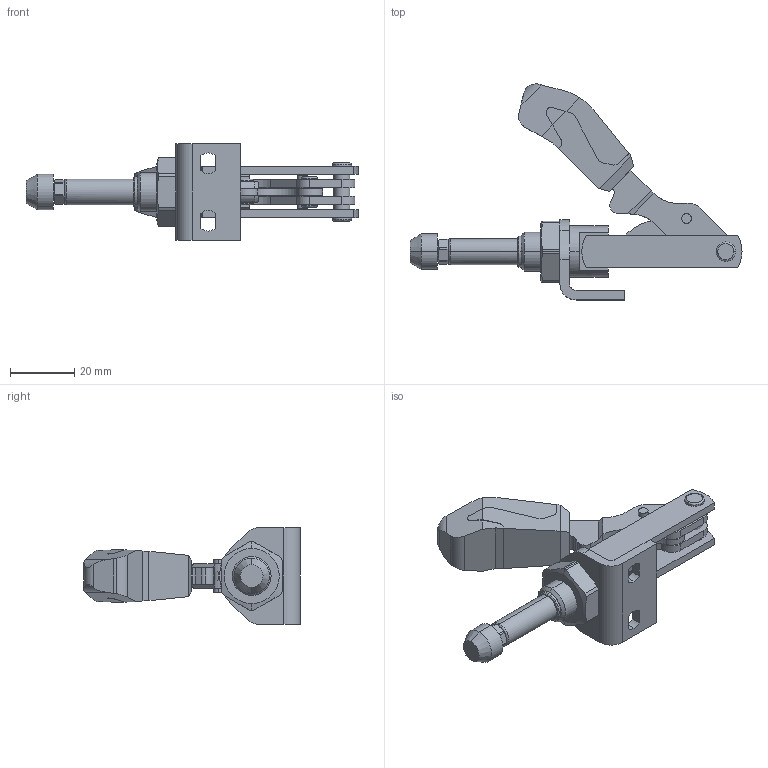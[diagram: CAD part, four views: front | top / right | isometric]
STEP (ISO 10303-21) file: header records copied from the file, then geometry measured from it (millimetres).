
FILE_DESCRIPTION(('STEP AP214'),'1');
FILE_NAME('HALDERN_EH_23330_2002.stp','2019-11-14T12:13:45',('TraceParts'),('TraceParts S.A.'),'Spatial InterOp 3D',' ',' ');
FILE_SCHEMA(('AUTOMOTIVE_DESIGN { 1 0 10303 214 1 1 1 1 }'));
Length unit declared in the file: millimetre
Products named in the file (1): HALDERN_EH_23330_2002_1
Bounding box: 103 x 67.05 x 30 mm (x, y, z)
Volume: 23876.1 mm3; surface area: 16107.1 mm2
Topology: 8 solids, 9 shells, 323 faces, 836 edges, 546 vertices
Faces by surface type: cylinder 149, plane 136, cone 24, bspline 14
Entity records: 12955 total; most frequent: CARTESIAN_POINT 2313, DIRECTION 1688, ORIENTED_EDGE 1672, EDGE_CURVE 836, AXIS2_PLACEMENT_3D 629, VERTEX_POINT 546, LINE 430, VECTOR 430
